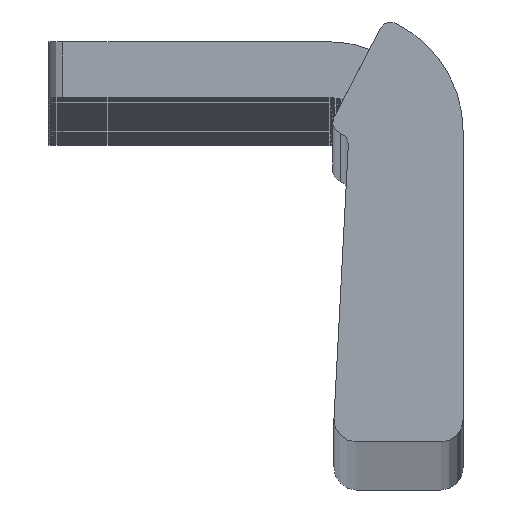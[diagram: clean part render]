
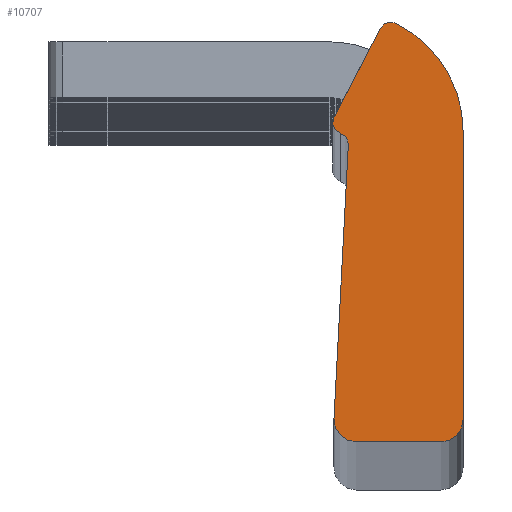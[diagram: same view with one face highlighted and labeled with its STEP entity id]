
A CAD part, top view. The second image highlights one B-rep face of the part: STEP entity #10707.
In plain terms, the highlighted planar face has unit normal (0, 0, 1).
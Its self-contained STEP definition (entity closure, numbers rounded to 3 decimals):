
#164=CARTESIAN_POINT('',(-22.716,115.842,9850.0));
#165=VERTEX_POINT('',#164);
#172=CARTESIAN_POINT('',(-6.169,147.744,9850.0));
#173=VERTEX_POINT('',#172);
#174=CARTESIAN_POINT('',(-6.169,147.744,9850.0));
#175=DIRECTION('',(-0.46,-0.888,0.0));
#176=VECTOR('',#175,35.938);
#177=LINE('',#174,#176);
#178=EDGE_CURVE('',#173,#165,#177,.T.);
#10623=CARTESIAN_POINT('',(2.044,65.915,9850.0));
#10624=DIRECTION('',(0.0,0.0,1.0));
#10625=DIRECTION('',(1.0,0.0,0.0));
#10626=AXIS2_PLACEMENT_3D('',#10623,#10624,#10625);
#10627=PLANE('',#10626);
#10628=CARTESIAN_POINT('',(23.431,8.,9850.0));
#10629=VERTEX_POINT('',#10628);
#10630=CARTESIAN_POINT('',(15.431,0.0,9850.0));
#10631=VERTEX_POINT('',#10630);
#10632=CARTESIAN_POINT('',(15.431,8.,9850.0));
#10633=DIRECTION('',(0.0,0.0,-1.0));
#10634=DIRECTION('',(0.0,-1.0,0.0));
#10635=AXIS2_PLACEMENT_3D('',#10632,#10633,#10634);
#10636=CIRCLE('',#10635,8.);
#10637=EDGE_CURVE('',#10629,#10631,#10636,.T.);
#10638=ORIENTED_EDGE('',*,*,#10637,.F.);
#10639=CARTESIAN_POINT('',(23.431,110.9,9850.0));
#10640=VERTEX_POINT('',#10639);
#10641=CARTESIAN_POINT('',(23.431,110.9,9850.0));
#10642=DIRECTION('',(0.0,-1.0,0.0));
#10643=VECTOR('',#10642,102.9);
#10644=LINE('',#10641,#10643);
#10645=EDGE_CURVE('',#10640,#10629,#10644,.T.);
#10646=ORIENTED_EDGE('',*,*,#10645,.F.);
#10647=CARTESIAN_POINT('',(-0.826,149.6,9850.0));
#10648=VERTEX_POINT('',#10647);
#10649=CARTESIAN_POINT('',(-19.569,110.9,9850.0));
#10650=DIRECTION('',(0.0,0.0,-1.0));
#10651=DIRECTION('',(1.0,0.0,0.0));
#10652=AXIS2_PLACEMENT_3D('',#10649,#10650,#10651);
#10653=CIRCLE('',#10652,43.0);
#10654=EDGE_CURVE('',#10648,#10640,#10653,.T.);
#10655=ORIENTED_EDGE('',*,*,#10654,.F.);
#10656=CARTESIAN_POINT('',(-2.569,146.,9850.0));
#10657=DIRECTION('',(0.0,0.0,-1.0));
#10658=DIRECTION('',(0.436,0.9,0.0));
#10659=AXIS2_PLACEMENT_3D('',#10656,#10657,#10658);
#10660=CIRCLE('',#10659,4.);
#10661=EDGE_CURVE('',#173,#10648,#10660,.T.);
#10662=ORIENTED_EDGE('',*,*,#10661,.F.);
#10663=ORIENTED_EDGE('',*,*,#178,.T.);
#10664=CARTESIAN_POINT('',(-20.367,110.185,9850.0));
#10665=VERTEX_POINT('',#10664);
#10666=CARTESIAN_POINT('',(-19.165,114.,9850.0));
#10667=DIRECTION('',(0.0,0.0,-1.0));
#10668=DIRECTION('',(0.301,0.954,0.0));
#10669=AXIS2_PLACEMENT_3D('',#10666,#10667,#10668);
#10670=CIRCLE('',#10669,4.0);
#10671=EDGE_CURVE('',#10665,#165,#10670,.T.);
#10672=ORIENTED_EDGE('',*,*,#10671,.F.);
#10673=CARTESIAN_POINT('',(-17.575,106.16,9850.0));
#10674=VERTEX_POINT('',#10673);
#10675=CARTESIAN_POINT('',(-21.569,106.37,9850.0));
#10676=DIRECTION('',(0.0,0.0,1.0));
#10677=DIRECTION('',(-0.999,0.053,0.0));
#10678=AXIS2_PLACEMENT_3D('',#10675,#10676,#10677);
#10679=CIRCLE('',#10678,4.0);
#10680=EDGE_CURVE('',#10674,#10665,#10679,.T.);
#10681=ORIENTED_EDGE('',*,*,#10680,.F.);
#10682=CARTESIAN_POINT('',(-22.721,8.421,9850.0));
#10683=VERTEX_POINT('',#10682);
#10684=CARTESIAN_POINT('',(-22.721,8.421,9850.0));
#10685=DIRECTION('',(0.053,0.999,0.0));
#10686=VECTOR('',#10685,97.874);
#10687=LINE('',#10684,#10686);
#10688=EDGE_CURVE('',#10683,#10674,#10687,.T.);
#10689=ORIENTED_EDGE('',*,*,#10688,.F.);
#10690=CARTESIAN_POINT('',(-14.732,0.0,9850.0));
#10691=VERTEX_POINT('',#10690);
#10692=CARTESIAN_POINT('',(-14.732,8.,9850.0));
#10693=DIRECTION('',(0.0,0.0,-1.0));
#10694=DIRECTION('',(-0.999,0.053,0.0));
#10695=AXIS2_PLACEMENT_3D('',#10692,#10693,#10694);
#10696=CIRCLE('',#10695,8.0);
#10697=EDGE_CURVE('',#10691,#10683,#10696,.T.);
#10698=ORIENTED_EDGE('',*,*,#10697,.F.);
#10699=CARTESIAN_POINT('',(15.431,0.0,9850.0));
#10700=DIRECTION('',(-1.0,0.0,0.0));
#10701=VECTOR('',#10700,30.162);
#10702=LINE('',#10699,#10701);
#10703=EDGE_CURVE('',#10631,#10691,#10702,.T.);
#10704=ORIENTED_EDGE('',*,*,#10703,.F.);
#10705=EDGE_LOOP('',(#10638,#10646,#10655,#10662,#10663,#10672,#10681,#10689,#10698,#10704));
#10706=FACE_OUTER_BOUND('',#10705,.T.);
#10707=ADVANCED_FACE('',(#10706),#10627,.T.);
